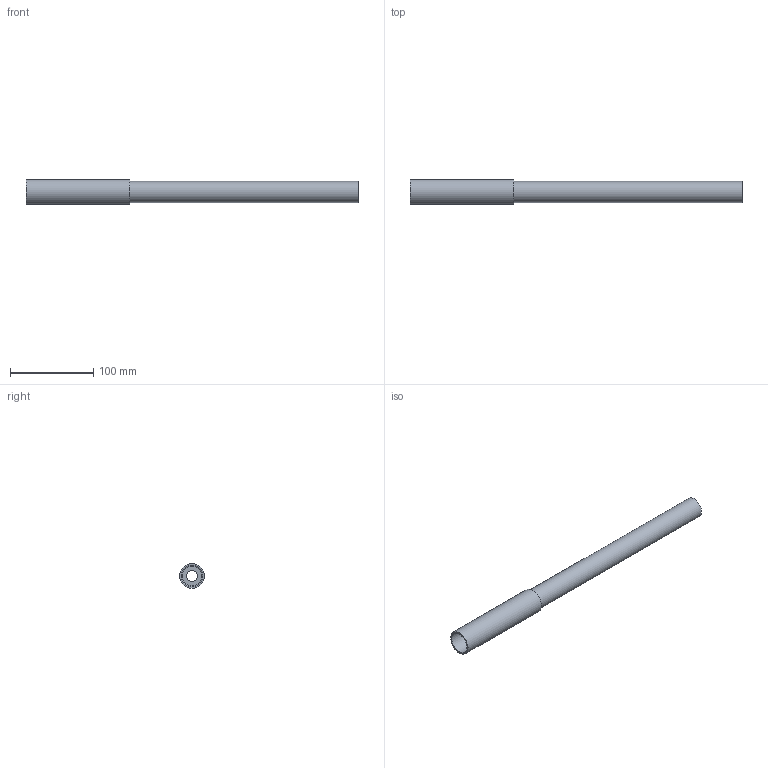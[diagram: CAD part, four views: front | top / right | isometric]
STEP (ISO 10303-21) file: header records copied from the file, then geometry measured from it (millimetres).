
FILE_DESCRIPTION((''),'2;1');
FILE_NAME('Alliance_Shaft.stp','2011-05-03T14:37:18',('Alliance'),(''),'Autodesk Inventor 2010','Autodesk Inventor 2010','');
FILE_SCHEMA(('AUTOMOTIVE_DESIGN { 1 0 10303 214 1 1 1 1 }'));
Length unit declared in the file: millimetre
Products named in the file (1): ASTM A 269 Tube 1 1_4 x 0.938 - 10
Bounding box: 400 x 29.96 x 29.96 mm (x, y, z)
Volume: 114505.8 mm3; surface area: 57479.8 mm2
Topology: 1 solids, 1 shells, 12 faces, 21 edges, 13 vertices
Faces by surface type: bspline 5, plane 4, cylinder 3
Full cylindrical faces by diameter (mm): 24 x1, 25.4 x1, 29.965 x1
Entity records: 339 total; most frequent: CARTESIAN_POINT 122, DIRECTION 40, ORIENTED_EDGE 24, EDGE_LOOP 24, AXIS2_PLACEMENT_3D 20, VERTEX_POINT 12, CIRCLE 12, EDGE_CURVE 12
